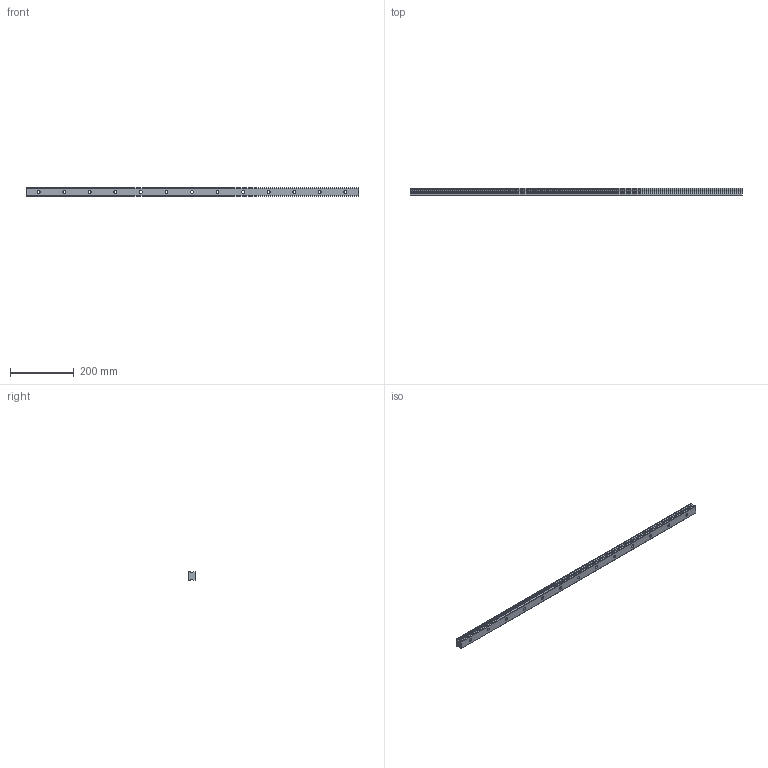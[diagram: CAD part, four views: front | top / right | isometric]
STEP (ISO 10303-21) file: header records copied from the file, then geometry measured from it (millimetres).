
FILE_DESCRIPTION (( 'STEP AP214' ), '1' );
FILE_NAME ('SHS30C1SS-1040L_G40_0_B-M6F_467_0_0_0_1.STEP', '2021-06-21T11:47:24', ( '' ), ( '' ), 'SwSTEP 2.0', 'SolidWorks 2021', '' );
FILE_SCHEMA (( 'AUTOMOTIVE_DESIGN' ));
Length unit declared in the file: millimetre
Products named in the file (2): SHS30C1SS-1040L_G40_0_B-M6F_467_0_0_0_1; _SHS30C104040 Track
Assembly tree (1 placements, depth 2):
  SHS30C1SS-1040L_G40_0_B-M6F_467_0_0_0_1
    _SHS30C104040 Track
Bounding box: 1040 x 23 x 28 mm (x, y, z)
Volume: 570129.9 mm3; surface area: 117484.8 mm2
Topology: 1 solids, 1 shells, 102 faces, 261 edges, 174 vertices
Faces by surface type: cylinder 73, plane 29
Entity records: 3289 total; most frequent: DIRECTION 619, CARTESIAN_POINT 541, ORIENTED_EDGE 522, EDGE_CURVE 261, AXIS2_PLACEMENT_3D 252, VERTEX_POINT 174, CIRCLE 146, EDGE_LOOP 141
